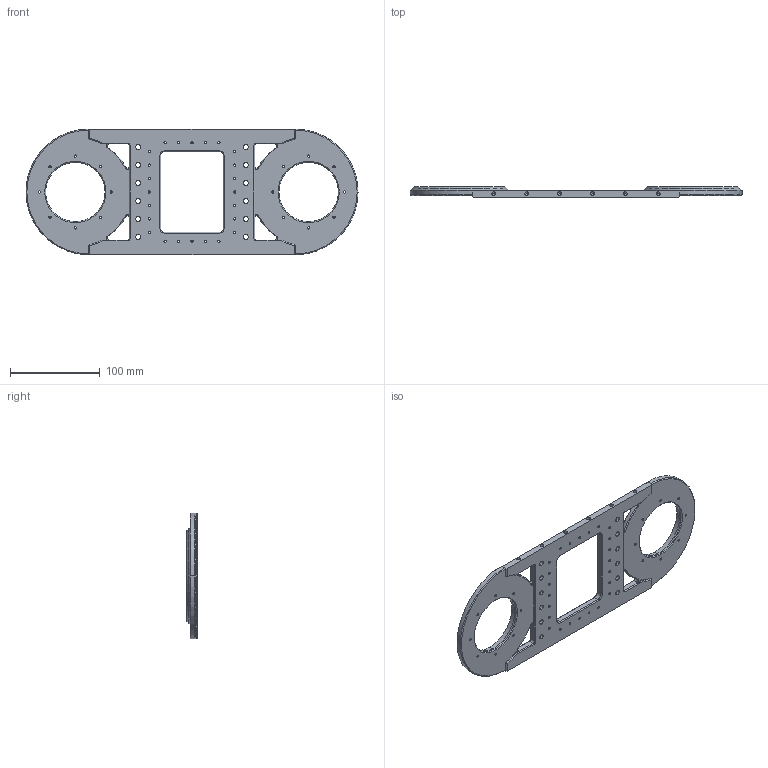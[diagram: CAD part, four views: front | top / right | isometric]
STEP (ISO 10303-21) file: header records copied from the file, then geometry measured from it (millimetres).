
FILE_DESCRIPTION (( 'STEP AP203' ), '1' );
FILE_NAME ('lowerFrametype3.STEP', '2024-10-14T02:39:53', ( 'lance' ), ( '' ), 'SwSTEP 2.0', 'SolidWorks 2021', '' );
FILE_SCHEMA (( 'CONFIG_CONTROL_DESIGN' ));
Length unit declared in the file: millimetre
Products named in the file (1): lowerFrametype3
Bounding box: 370 x 12 x 140 mm (x, y, z)
Volume: 256100.1 mm3; surface area: 86534.1 mm2
Topology: 1 solids, 1 shells, 325 faces, 837 edges, 520 vertices
Faces by surface type: cylinder 182, cone 80, plane 63
Entity records: 10254 total; most frequent: DIRECTION 1901, CARTESIAN_POINT 1745, ORIENTED_EDGE 1650, EDGE_CURVE 825, AXIS2_PLACEMENT_3D 764, VERTEX_POINT 520, EDGE_LOOP 461, CIRCLE 438
